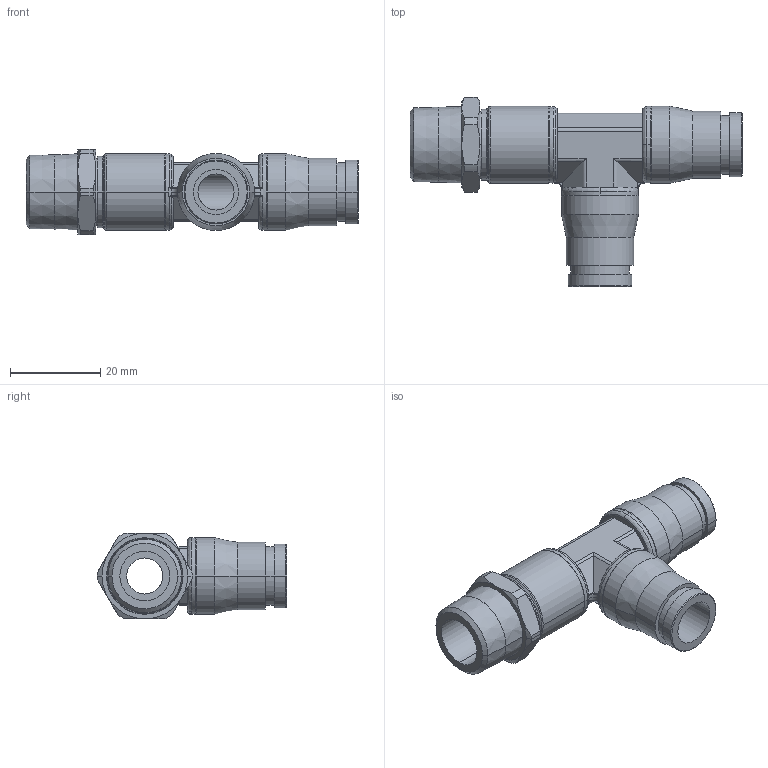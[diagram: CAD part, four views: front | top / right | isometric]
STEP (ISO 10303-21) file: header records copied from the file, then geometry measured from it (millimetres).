
FILE_DESCRIPTION(('STEP AP214'),'1');
FILE_NAME('3803_10_17.stp','2016-07-07T14:26:51',('TraceParts'),('TraceParts S.A.'),'Spatial InterOp 3D',' ',' ');
FILE_SCHEMA(('automotive_design'));
Length unit declared in the file: millimetre
Products named in the file (1): 1
Bounding box: 73.69 x 41.96 x 19 mm (x, y, z)
Volume: 11830.8 mm3; surface area: 8736.2 mm2
Topology: 1 solids, 1 shells, 180 faces, 448 edges, 279 vertices
Faces by surface type: cylinder 67, cone 52, plane 40, torus 21
Entity records: 5628 total; most frequent: CARTESIAN_POINT 1322, DIRECTION 953, ORIENTED_EDGE 896, EDGE_CURVE 448, AXIS2_PLACEMENT_3D 398, VERTEX_POINT 279, CIRCLE 209, EDGE_LOOP 193
